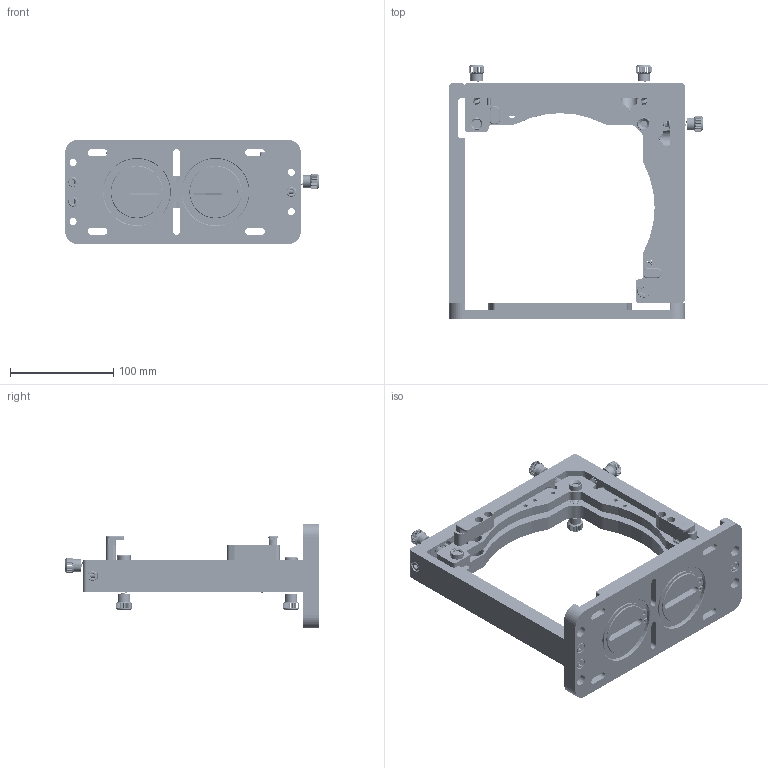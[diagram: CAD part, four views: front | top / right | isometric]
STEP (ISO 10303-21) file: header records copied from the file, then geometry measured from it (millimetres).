
FILE_DESCRIPTION (( 'STEP AP214' ), '1' );
FILE_NAME ('FP6-H425_E.STEP', '2026-01-30T11:59:59', ( '' ), ( '' ), 'SwSTEP 2.0', 'SolidWorks 2025', '' );
FILE_SCHEMA (( 'AUTOMOTIVE_DESIGN' ));
Length unit declared in the file: inch
Products named in the file (1): FP6-H425_E
Bounding box: 245.69 x 246.07 x 101.6 mm (x, y, z)
Surface area: 188555.7 mm2 (no closed solid volume)
Topology: 0 solids, 97 shells, 2484 faces, 9595 edges, 6822 vertices
Faces by surface type: cylinder 1425, plane 854, cone 137, bspline 42, sphere 18, torus 8
Entity records: 163202 total; most frequent: CARTESIAN_POINT 60780, ORIENTED_EDGE 14766, DIRECTION 13122, EDGE_CURVE 9575, VERTEX_POINT 6814, AXIS2_PLACEMENT_3D 4614, LINE 3894, VECTOR 3894
